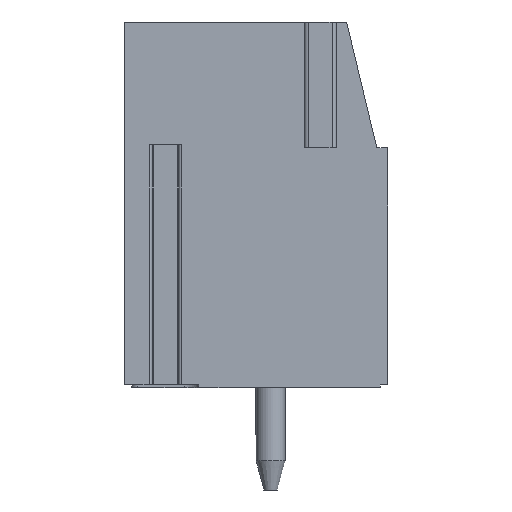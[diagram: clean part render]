
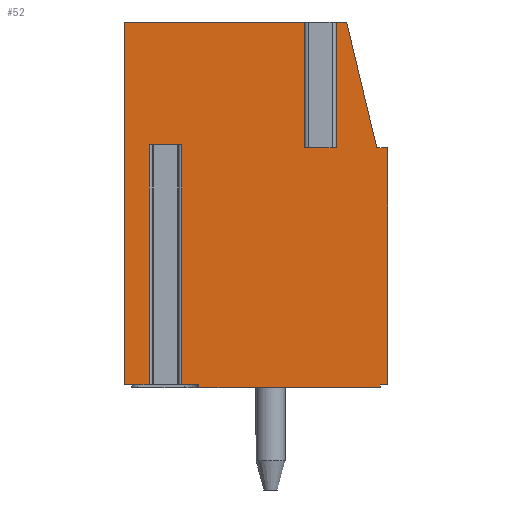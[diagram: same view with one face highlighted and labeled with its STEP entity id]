
A CAD part, left-side view. The second image highlights one B-rep face of the part: STEP entity #52.
In plain terms, the highlighted planar face has unit normal (-1, 0, 0).
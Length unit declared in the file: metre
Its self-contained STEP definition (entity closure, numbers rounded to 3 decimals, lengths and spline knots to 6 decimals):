
#52 = ADVANCED_FACE( '', ( #638 ), #639, .T. );
#638 = FACE_OUTER_BOUND( '', #1912, .T. );
#639 = PLANE( '', #1913 );
#1912 = EDGE_LOOP( '', ( #5721, #5722, #5723, #5724, #5725, #5726, #5727, #5728, #5729, #5730, #5731, #5732, #5733, #5734, #5735, #5736, #5737, #5738 ) );
#1913 = AXIS2_PLACEMENT_3D( '', #5739, #5740, #5741 );
#5721 = ORIENTED_EDGE( '', *, *, #10435, .T. );
#5722 = ORIENTED_EDGE( '', *, *, #10345, .T. );
#5723 = ORIENTED_EDGE( '', *, *, #10436, .F. );
#5724 = ORIENTED_EDGE( '', *, *, #10437, .F. );
#5725 = ORIENTED_EDGE( '', *, *, #10438, .T. );
#5726 = ORIENTED_EDGE( '', *, *, #10332, .T. );
#5727 = ORIENTED_EDGE( '', *, *, #10439, .T. );
#5728 = ORIENTED_EDGE( '', *, *, #10440, .T. );
#5729 = ORIENTED_EDGE( '', *, *, #10441, .T. );
#5730 = ORIENTED_EDGE( '', *, *, #10427, .T. );
#5731 = ORIENTED_EDGE( '', *, *, #10442, .F. );
#5732 = ORIENTED_EDGE( '', *, *, #10443, .T. );
#5733 = ORIENTED_EDGE( '', *, *, #10444, .T. );
#5734 = ORIENTED_EDGE( '', *, *, #10421, .T. );
#5735 = ORIENTED_EDGE( '', *, *, #10445, .T. );
#5736 = ORIENTED_EDGE( '', *, *, #10353, .T. );
#5737 = ORIENTED_EDGE( '', *, *, #10446, .F. );
#5738 = ORIENTED_EDGE( '', *, *, #10447, .F. );
#5739 = CARTESIAN_POINT( '', ( -0.017501, -0.008627, 0.0082 ) );
#5740 = DIRECTION( '', ( -1., 0., 0. ) );
#5741 = DIRECTION( '', ( 0., -1., 0. ) );
#10332 = EDGE_CURVE( '', #11894, #11892, #11895, .T. );
#10345 = EDGE_CURVE( '', #11920, #11918, #11921, .T. );
#10353 = EDGE_CURVE( '', #11936, #11934, #11937, .T. );
#10421 = EDGE_CURVE( '', #12069, #12067, #12070, .T. );
#10427 = EDGE_CURVE( '', #12081, #12079, #12082, .T. );
#10435 = EDGE_CURVE( '', #12096, #11920, #12097, .T. );
#10436 = EDGE_CURVE( '', #12098, #11918, #12099, .T. );
#10437 = EDGE_CURVE( '', #12100, #12098, #12101, .T. );
#10438 = EDGE_CURVE( '', #12100, #11894, #12102, .T. );
#10439 = EDGE_CURVE( '', #11892, #12103, #12104, .T. );
#10440 = EDGE_CURVE( '', #12103, #12105, #12106, .T. );
#10441 = EDGE_CURVE( '', #12105, #12081, #12107, .T. );
#10442 = EDGE_CURVE( '', #12108, #12079, #12109, .T. );
#10443 = EDGE_CURVE( '', #12108, #12110, #12111, .T. );
#10444 = EDGE_CURVE( '', #12110, #12069, #12112, .T. );
#10445 = EDGE_CURVE( '', #12067, #11936, #12113, .T. );
#10446 = EDGE_CURVE( '', #12114, #11934, #12115, .T. );
#10447 = EDGE_CURVE( '', #12096, #12114, #12116, .T. );
#11892 = VERTEX_POINT( '', #14492 );
#11894 = VERTEX_POINT( '', #14495 );
#11895 = LINE( '', #14496, #14497 );
#11918 = VERTEX_POINT( '', #14526 );
#11920 = VERTEX_POINT( '', #14529 );
#11921 = LINE( '', #14530, #14531 );
#11934 = VERTEX_POINT( '', #14547 );
#11936 = VERTEX_POINT( '', #14549 );
#11937 = LINE( '', #14550, #14551 );
#12067 = VERTEX_POINT( '', #14737 );
#12069 = VERTEX_POINT( '', #14740 );
#12070 = LINE( '', #14741, #14742 );
#12079 = VERTEX_POINT( '', #14753 );
#12081 = VERTEX_POINT( '', #14756 );
#12082 = LINE( '', #14757, #14758 );
#12096 = VERTEX_POINT( '', #14775 );
#12097 = LINE( '', #14776, #14777 );
#12098 = VERTEX_POINT( '', #14778 );
#12099 = LINE( '', #14779, #14780 );
#12100 = VERTEX_POINT( '', #14781 );
#12101 = LINE( '', #14782, #14783 );
#12102 = LINE( '', #14784, #14785 );
#12103 = VERTEX_POINT( '', #14786 );
#12104 = LINE( '', #14787, #14788 );
#12105 = VERTEX_POINT( '', #14789 );
#12106 = LINE( '', #14790, #14791 );
#12107 = LINE( '', #14792, #14793 );
#12108 = VERTEX_POINT( '', #14794 );
#12109 = LINE( '', #14795, #14796 );
#12110 = VERTEX_POINT( '', #14797 );
#12111 = LINE( '', #14798, #14799 );
#12112 = LINE( '', #14800, #14801 );
#12113 = LINE( '', #14802, #14803 );
#12114 = VERTEX_POINT( '', #14804 );
#12115 = LINE( '', #14805, #14806 );
#12116 = LINE( '', #14807, #14808 );
#14492 = CARTESIAN_POINT( '', ( -0.017501, -0.009, 0.0001 ) );
#14495 = CARTESIAN_POINT( '', ( -0.017501, -0.00875, 0.0001 ) );
#14496 = CARTESIAN_POINT( '', ( -0.017501, -0.009, 0.0001 ) );
#14497 = VECTOR( '', #20658, 1. );
#14526 = CARTESIAN_POINT( '', ( -0.017501, -0.00255, 0.0001 ) );
#14529 = CARTESIAN_POINT( '', ( -0.017501, -0.001951, 0.0001 ) );
#14530 = CARTESIAN_POINT( '', ( -0.017501, -0.009, 0.0001 ) );
#14531 = VECTOR( '', #20681, 1. );
#14547 = CARTESIAN_POINT( '', ( -0.017501, -0.000849, 0.0001 ) );
#14549 = CARTESIAN_POINT( '', ( -0.017501, 0., 0.0001 ) );
#14550 = CARTESIAN_POINT( '', ( -0.017501, -0.009, 0.0001 ) );
#14551 = VECTOR( '', #20697, 1. );
#14737 = CARTESIAN_POINT( '', ( -0.017501, 0., 0.0125 ) );
#14740 = CARTESIAN_POINT( '', ( -0.017501, -0.006304, 0.0125 ) );
#14741 = CARTESIAN_POINT( '', ( -0.017501, -0.0076, 0.0125 ) );
#14742 = VECTOR( '', #20805, 1. );
#14753 = CARTESIAN_POINT( '', ( -0.017501, -0.007096, 0.0125 ) );
#14756 = CARTESIAN_POINT( '', ( -0.017501, -0.0076, 0.0125 ) );
#14757 = CARTESIAN_POINT( '', ( -0.017501, -0.0076, 0.0125 ) );
#14758 = VECTOR( '', #20815, 1. );
#14775 = CARTESIAN_POINT( '', ( -0.017501, -0.001951, 0.0083 ) );
#14776 = CARTESIAN_POINT( '', ( -0.017501, -0.001951, 0.0083 ) );
#14777 = VECTOR( '', #20831, 1. );
#14778 = CARTESIAN_POINT( '', ( -0.017501, -0.00255, 0. ) );
#14779 = CARTESIAN_POINT( '', ( -0.017501, -0.00255, 0. ) );
#14780 = VECTOR( '', #20832, 1. );
#14781 = CARTESIAN_POINT( '', ( -0.017501, -0.00875, 0. ) );
#14782 = CARTESIAN_POINT( '', ( -0.017501, -0.00875, 0. ) );
#14783 = VECTOR( '', #20833, 1. );
#14784 = CARTESIAN_POINT( '', ( -0.017501, -0.00875, 0. ) );
#14785 = VECTOR( '', #20834, 1. );
#14786 = CARTESIAN_POINT( '', ( -0.017501, -0.009, 0.0082 ) );
#14787 = CARTESIAN_POINT( '', ( -0.017501, -0.009, 0.0082 ) );
#14788 = VECTOR( '', #20835, 1. );
#14789 = CARTESIAN_POINT( '', ( -0.017501, -0.008627, 0.0082 ) );
#14790 = CARTESIAN_POINT( '', ( -0.017501, -0.008627, 0.0082 ) );
#14791 = VECTOR( '', #20836, 1. );
#14792 = CARTESIAN_POINT( '', ( -0.017501, -0.0076, 0.0125 ) );
#14793 = VECTOR( '', #20837, 1. );
#14794 = CARTESIAN_POINT( '', ( -0.017501, -0.007096, 0.0082 ) );
#14795 = CARTESIAN_POINT( '', ( -0.017501, -0.007096, 0.0082 ) );
#14796 = VECTOR( '', #20838, 1. );
#14797 = CARTESIAN_POINT( '', ( -0.017501, -0.006304, 0.0082 ) );
#14798 = CARTESIAN_POINT( '', ( -0.017501, -0.007096, 0.0082 ) );
#14799 = VECTOR( '', #20839, 1. );
#14800 = CARTESIAN_POINT( '', ( -0.017501, -0.006304, 0.0082 ) );
#14801 = VECTOR( '', #20840, 1. );
#14802 = CARTESIAN_POINT( '', ( -0.017501, 0., 0.0125 ) );
#14803 = VECTOR( '', #20841, 1. );
#14804 = CARTESIAN_POINT( '', ( -0.017501, -0.000849, 0.0083 ) );
#14805 = CARTESIAN_POINT( '', ( -0.017501, -0.000849, 0.0083 ) );
#14806 = VECTOR( '', #20842, 1. );
#14807 = CARTESIAN_POINT( '', ( -0.017501, -0.001951, 0.0083 ) );
#14808 = VECTOR( '', #20843, 1. );
#20658 = DIRECTION( '', ( 0., -1., 0. ) );
#20681 = DIRECTION( '', ( 0., -1., 0. ) );
#20697 = DIRECTION( '', ( 0., -1., 0. ) );
#20805 = DIRECTION( '', ( 0., 1., 0. ) );
#20815 = DIRECTION( '', ( 0., 1., 0. ) );
#20831 = DIRECTION( '', ( 0., 0., -1. ) );
#20832 = DIRECTION( '', ( 0., 0., 1. ) );
#20833 = DIRECTION( '', ( 0., 1., 0. ) );
#20834 = DIRECTION( '', ( 0., 0., 1. ) );
#20835 = DIRECTION( '', ( 0., 0., 1. ) );
#20836 = DIRECTION( '', ( 0., 1., 0. ) );
#20837 = DIRECTION( '', ( 0., 0.232, 0.973 ) );
#20838 = DIRECTION( '', ( 0., 0., 1. ) );
#20839 = DIRECTION( '', ( 0., 1., 0. ) );
#20840 = DIRECTION( '', ( 0., 0., 1. ) );
#20841 = DIRECTION( '', ( 0., 0., -1. ) );
#20842 = DIRECTION( '', ( 0., 0., -1. ) );
#20843 = DIRECTION( '', ( 0., 1., 0. ) );
